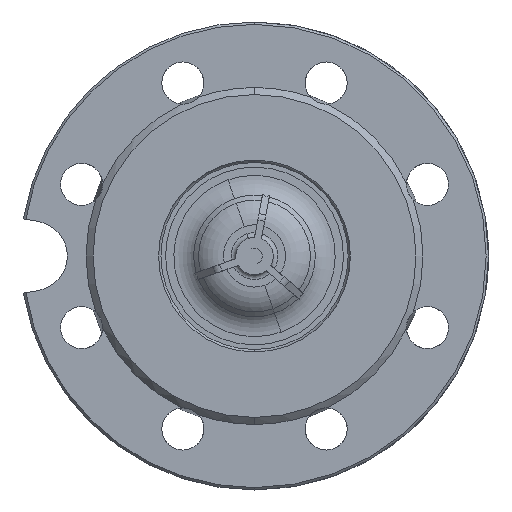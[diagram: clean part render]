
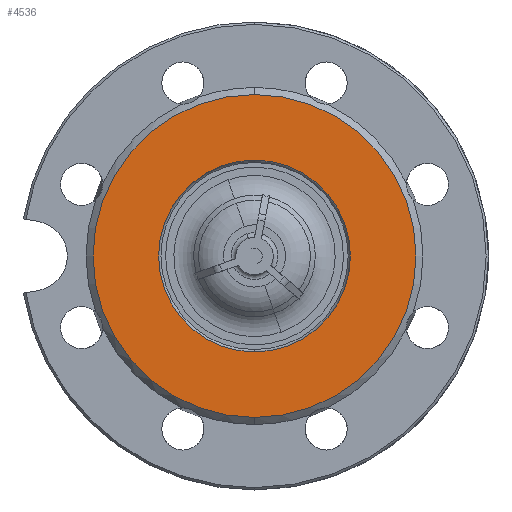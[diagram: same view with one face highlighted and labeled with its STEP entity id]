
A CAD part, left-side view. The second image highlights one B-rep face of the part: STEP entity #4536.
In plain terms, the highlighted planar face has unit normal (-1, 0, 0).
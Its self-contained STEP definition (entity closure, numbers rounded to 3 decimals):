
#1993 = CARTESIAN_POINT ( 'NONE',  ( -70., 0., -69. ) ) ;
#2002 = AXIS2_PLACEMENT_3D ( 'NONE', #2021, #2023, #2037 ) ;
#2010 = CIRCLE ( 'NONE', #2002, 41. ) ;
#2021 = CARTESIAN_POINT ( 'NONE',  ( -70., 0., 0. ) ) ;
#2023 = DIRECTION ( 'NONE',  ( -1., 0., 0. ) ) ;
#2037 = DIRECTION ( 'NONE',  ( 0., 0., 1. ) ) ;
#2191 = CARTESIAN_POINT ( 'NONE',  ( -70., 0., -41. ) ) ;
#2264 = CARTESIAN_POINT ( 'NONE',  ( -70., 0., 41. ) ) ;
#2314 = AXIS2_PLACEMENT_3D ( 'NONE', #2342, #2341, #2340 ) ;
#2315 = CIRCLE ( 'NONE', #2314, 69. ) ;
#2340 = DIRECTION ( 'NONE',  ( 0., 0., 1. ) ) ;
#2341 = DIRECTION ( 'NONE',  ( -1., 0., 0. ) ) ;
#2342 = CARTESIAN_POINT ( 'NONE',  ( -70., 0., 0. ) ) ;
#3283 = CARTESIAN_POINT ( 'NONE',  ( -70., 0., 69. ) ) ;
#4535 = EDGE_CURVE ( 'NONE', #21166, #21163, #15416, .T. ) ;
#4536 = ADVANCED_FACE ( 'NONE', ( #15641, #15640 ), #15646, .F. ) ;
#4547 = EDGE_CURVE ( 'NONE', #21093, #21056, #16178, .T. ) ;
#4548 = ORIENTED_EDGE ( 'NONE', *, *, #4535, .F. ) ;
#4554 = EDGE_LOOP ( 'NONE', ( #4687, #4685 ) ) ;
#4645 = ORIENTED_EDGE ( 'NONE', *, *, #21165, .F. ) ;
#4656 = EDGE_LOOP ( 'NONE', ( #4548, #4645 ) ) ;
#4685 = ORIENTED_EDGE ( 'NONE', *, *, #21225, .T. ) ;
#4687 = ORIENTED_EDGE ( 'NONE', *, *, #4547, .T. ) ;
#15416 = CIRCLE ( 'NONE', #15645, 41. ) ;
#15463 = DIRECTION ( 'NONE',  ( 0., 0., -1. ) ) ;
#15464 = DIRECTION ( 'NONE',  ( 1., 0., 0. ) ) ;
#15466 = CARTESIAN_POINT ( 'NONE',  ( -70., 41., 0. ) ) ;
#15467 = AXIS2_PLACEMENT_3D ( 'NONE', #15466, #15464, #15463 ) ;
#15640 = FACE_OUTER_BOUND ( 'NONE', #4554, .T. ) ;
#15641 = FACE_BOUND ( 'NONE', #4656, .T. ) ;
#15642 = DIRECTION ( 'NONE',  ( 0., 0., 1. ) ) ;
#15643 = DIRECTION ( 'NONE',  ( -1., 0., 0. ) ) ;
#15644 = CARTESIAN_POINT ( 'NONE',  ( -70., 0., 0. ) ) ;
#15645 = AXIS2_PLACEMENT_3D ( 'NONE', #15644, #15643, #15642 ) ;
#15646 = PLANE ( 'NONE',  #15467 ) ;
#16174 = DIRECTION ( 'NONE',  ( 0., 0., 1. ) ) ;
#16175 = DIRECTION ( 'NONE',  ( -1., 0., 0. ) ) ;
#16176 = CARTESIAN_POINT ( 'NONE',  ( -70., 0., 0. ) ) ;
#16177 = AXIS2_PLACEMENT_3D ( 'NONE', #16176, #16175, #16174 ) ;
#16178 = CIRCLE ( 'NONE', #16177, 69. ) ;
#21056 = VERTEX_POINT ( 'NONE', #3283 ) ;
#21093 = VERTEX_POINT ( 'NONE', #1993 ) ;
#21163 = VERTEX_POINT ( 'NONE', #2191 ) ;
#21165 = EDGE_CURVE ( 'NONE', #21163, #21166, #2010, .T. ) ;
#21166 = VERTEX_POINT ( 'NONE', #2264 ) ;
#21225 = EDGE_CURVE ( 'NONE', #21056, #21093, #2315, .T. ) ;
